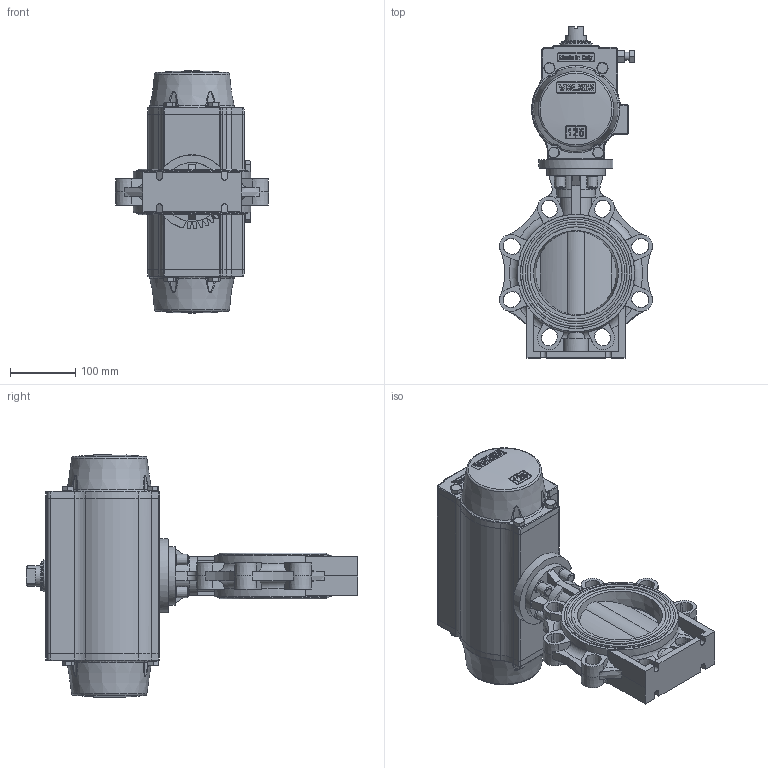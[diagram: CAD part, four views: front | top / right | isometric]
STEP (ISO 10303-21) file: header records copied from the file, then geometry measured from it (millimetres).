
FILE_DESCRIPTION((''),'2;1');
FILE_NAME('PV15011F - 225 - DA125.stp','2021-12-01T16:13:17',('RL'),(''),'Autodesk Inventor 2012','Autodesk Inventor 2012','');
FILE_SCHEMA(('AUTOMOTIVE_DESIGN { 1 0 10303 214 1 1 1 1 }'));
Length unit declared in the file: millimetre
Products named in the file (1): Bauteil3
Bounding box: 234.41 x 507.9 x 370.46 mm (x, y, z)
Volume: 8783740.2 mm3; surface area: 509336.2 mm2
Topology: 5 solids, 10 shells, 1886 faces, 4994 edges, 3205 vertices
Faces by surface type: plane 886, bspline 425, cone 252, cylinder 222, torus 96, sphere 5
Full cylindrical faces by diameter (mm): 2.5 x2, 4 x1, 4.2 x13, 5 x1, 6.8 x4, 8.5 x4, 9 x4, 11.445 x2, 12 x2, 16 x8, 17.8 x1, 18 x2, 23 x1, 29.8 x1, 31.5 x1, 32 x1, 45 x1, 49 x1, 58.9 x1, 59 x1, 90 x1, 162 x2, 170 x2
Entity records: 86208 total; most frequent: CARTESIAN_POINT 41017, ORIENTED_EDGE 9538, DIRECTION 8178, EDGE_CURVE 4769, VERTEX_POINT 3139, AXIS2_PLACEMENT_3D 3076, EDGE_LOOP 2154, VECTOR 2026
